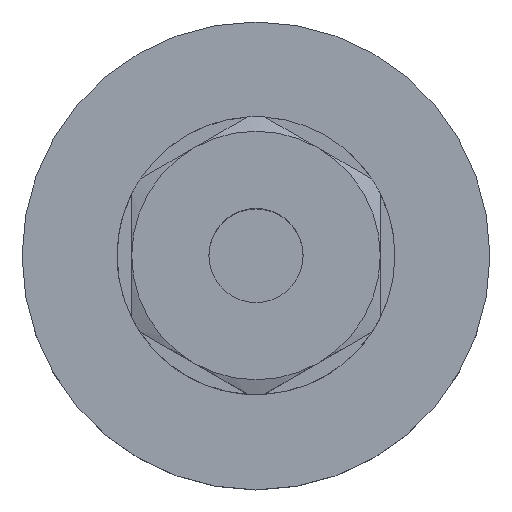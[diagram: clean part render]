
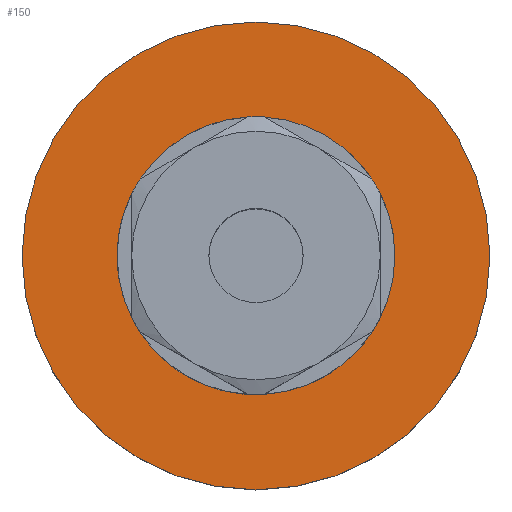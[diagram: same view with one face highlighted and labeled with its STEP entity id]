
A CAD part, top view. The second image highlights one B-rep face of the part: STEP entity #150.
In plain terms, the highlighted planar face has unit normal (0, 0, 1).
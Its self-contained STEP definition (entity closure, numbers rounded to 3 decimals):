
#127=FACE_BOUND('',#231,.T.);
#128=FACE_BOUND('',#232,.T.);
#150=ADVANCED_FACE('',(#127,#128),#182,.F.);
#182=PLANE('',#582);
#231=EDGE_LOOP('',(#280));
#232=EDGE_LOOP('',(#281));
#280=ORIENTED_EDGE('',*,*,#471,.F.);
#281=ORIENTED_EDGE('',*,*,#472,.F.);
#420=VERTEX_POINT('',#800);
#421=VERTEX_POINT('',#804);
#471=EDGE_CURVE('',#420,#420,#543,.T.);
#472=EDGE_CURVE('',#421,#421,#544,.T.);
#543=CIRCLE('',#578,7.);
#544=CIRCLE('',#581,16.);
#578=AXIS2_PLACEMENT_3D('',#799,#653,#654);
#581=AXIS2_PLACEMENT_3D('',#803,#659,#660);
#582=AXIS2_PLACEMENT_3D('',#805,#661,#662);
#653=DIRECTION('',(0.,0.,1.));
#654=DIRECTION('',(-1.,0.,0.));
#659=DIRECTION('',(0.,0.,-1.));
#660=DIRECTION('',(0.,1.,0.));
#661=DIRECTION('',(0.,0.,-1.));
#662=DIRECTION('',(0.,-1.,0.));
#799=CARTESIAN_POINT('',(0.,0.,6.5));
#800=CARTESIAN_POINT('',(-7.,0.,6.5));
#803=CARTESIAN_POINT('',(0.,0.,6.5));
#804=CARTESIAN_POINT('',(0.,16.,6.5));
#805=CARTESIAN_POINT('',(0.,15.,6.5));
